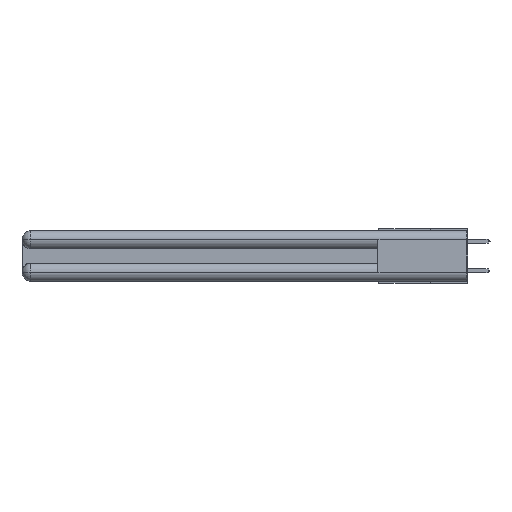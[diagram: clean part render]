
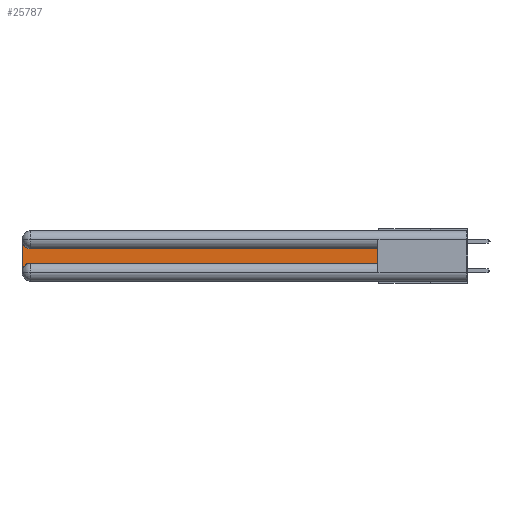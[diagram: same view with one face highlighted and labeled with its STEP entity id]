
A CAD part, left-side view. The second image highlights one B-rep face of the part: STEP entity #25787.
In plain terms, the highlighted planar face has unit normal (-1, 0, 0).
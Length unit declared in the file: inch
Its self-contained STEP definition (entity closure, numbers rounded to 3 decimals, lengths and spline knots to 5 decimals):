
#28 = EDGE_CURVE ( 'NONE', #26313, #28348, #295, .T. ) ;
#295 = LINE ( 'NONE', #16143, #24067 ) ;
#422 = DIRECTION ( 'NONE',  ( 0., 1., 0. ) ) ;
#558 = CARTESIAN_POINT ( 'NONE',  ( 0.075, 2.94, -0.2175 ) ) ;
#997 = AXIS2_PLACEMENT_3D ( 'NONE', #10238, #26172, #10466 ) ;
#1438 = CARTESIAN_POINT ( 'NONE',  ( 0.075, 0.6, -0.2175 ) ) ;
#2659 = VERTEX_POINT ( 'NONE', #3034 ) ;
#3034 = CARTESIAN_POINT ( 'NONE',  ( 0.075, 3., -0.0625 ) ) ;
#3752 = VECTOR ( 'NONE', #6452, 39.37008 ) ;
#3937 = CIRCLE ( 'NONE', #997, 0.06 ) ;
#4537 = DIRECTION ( 'NONE',  ( 0., 0., -1. ) ) ;
#5860 = CIRCLE ( 'NONE', #18977, 0.06 ) ;
#6452 = DIRECTION ( 'NONE',  ( 0., 0., 1. ) ) ;
#6490 = CARTESIAN_POINT ( 'NONE',  ( 0.075, 0.6, -0.1225 ) ) ;
#7994 = AXIS2_PLACEMENT_3D ( 'NONE', #24728, #9138, #16852 ) ;
#8520 = CARTESIAN_POINT ( 'NONE',  ( 0.075, 3., -0.2175 ) ) ;
#8946 = VECTOR ( 'NONE', #19895, 39.37008 ) ;
#9138 = DIRECTION ( 'NONE',  ( 1., 0., 0. ) ) ;
#9373 = VERTEX_POINT ( 'NONE', #27282 ) ;
#10238 = CARTESIAN_POINT ( 'NONE',  ( 0.075, 2.94, -0.2775 ) ) ;
#10466 = DIRECTION ( 'NONE',  ( 0., 0., -1. ) ) ;
#11676 = PLANE ( 'NONE',  #7994 ) ;
#12136 = EDGE_CURVE ( 'NONE', #2659, #9373, #31137, .T. ) ;
#12774 = CARTESIAN_POINT ( 'NONE',  ( 0.075, 2.94, -0.1225 ) ) ;
#12985 = EDGE_CURVE ( 'NONE', #9373, #19445, #3937, .T. ) ;
#13915 = VECTOR ( 'NONE', #14974, 39.37008 ) ;
#14974 = DIRECTION ( 'NONE',  ( 0., 0., -1. ) ) ;
#15035 = ORIENTED_EDGE ( 'NONE', *, *, #12985, .T. ) ;
#16143 = CARTESIAN_POINT ( 'NONE',  ( 0.075, 0.6, -0.1225 ) ) ;
#16852 = DIRECTION ( 'NONE',  ( 0., 0., -1. ) ) ;
#17022 = ORIENTED_EDGE ( 'NONE', *, *, #28, .T. ) ;
#17674 = CARTESIAN_POINT ( 'NONE',  ( 0.075, 2.94, -0.0625 ) ) ;
#18721 = VERTEX_POINT ( 'NONE', #30232 ) ;
#18977 = AXIS2_PLACEMENT_3D ( 'NONE', #17674, #27981, #4537 ) ;
#19445 = VERTEX_POINT ( 'NONE', #558 ) ;
#19895 = DIRECTION ( 'NONE',  ( 0., -1., 0. ) ) ;
#23219 = EDGE_CURVE ( 'NONE', #28348, #2659, #5860, .T. ) ;
#23243 = ORIENTED_EDGE ( 'NONE', *, *, #26465, .T. ) ;
#24067 = VECTOR ( 'NONE', #422, 39.37008 ) ;
#24728 = CARTESIAN_POINT ( 'NONE',  ( 0.075, 3., -0.1225 ) ) ;
#25787 = ADVANCED_FACE ( 'NONE', ( #33616 ), #11676, .F. ) ;
#25923 = EDGE_LOOP ( 'NONE', ( #17022, #27529, #27708, #15035, #26319, #23243 ) ) ;
#26172 = DIRECTION ( 'NONE',  ( 1., 0., 0. ) ) ;
#26313 = VERTEX_POINT ( 'NONE', #6490 ) ;
#26319 = ORIENTED_EDGE ( 'NONE', *, *, #30698, .T. ) ;
#26465 = EDGE_CURVE ( 'NONE', #18721, #26313, #28015, .T. ) ;
#27282 = CARTESIAN_POINT ( 'NONE',  ( 0.075, 3., -0.2775 ) ) ;
#27529 = ORIENTED_EDGE ( 'NONE', *, *, #23219, .T. ) ;
#27708 = ORIENTED_EDGE ( 'NONE', *, *, #12136, .T. ) ;
#27981 = DIRECTION ( 'NONE',  ( 1., 0., 0. ) ) ;
#28015 = LINE ( 'NONE', #31616, #3752 ) ;
#28348 = VERTEX_POINT ( 'NONE', #12774 ) ;
#30232 = CARTESIAN_POINT ( 'NONE',  ( 0.075, 0.6, -0.2175 ) ) ;
#30698 = EDGE_CURVE ( 'NONE', #19445, #18721, #33949, .T. ) ;
#31137 = LINE ( 'NONE', #8520, #13915 ) ;
#31616 = CARTESIAN_POINT ( 'NONE',  ( 0.075, 0.6, -0.2175 ) ) ;
#33616 = FACE_OUTER_BOUND ( 'NONE', #25923, .T. ) ;
#33949 = LINE ( 'NONE', #1438, #8946 ) ;
